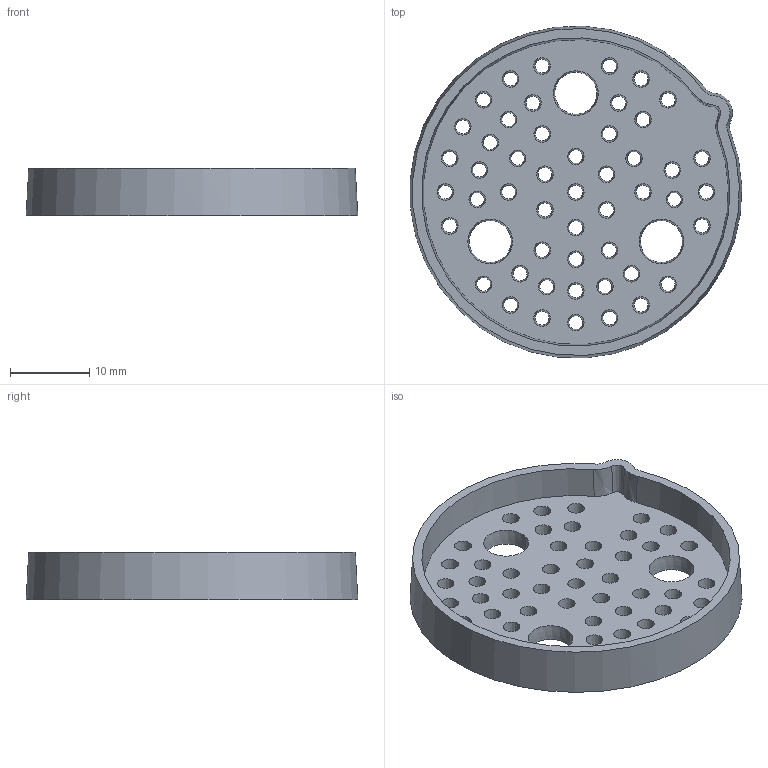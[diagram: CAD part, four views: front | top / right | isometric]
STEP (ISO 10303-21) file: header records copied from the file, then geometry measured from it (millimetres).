
FILE_DESCRIPTION( ( '' ), ' ' );
FILE_NAME( '5a2004fdd332ba1027f09bf8.step', '2017-11-30T13:17:50', ( '' ), ( '' ), ' ', ' ', ' ' );
FILE_SCHEMA( ( 'AUTOMOTIVE_DESIGN { 1 0 10303 214 1 1 1 1 }' ) );
Length unit declared in the file: metre
Products named in the file (1): Watering Nozzle [bottom]
Bounding box: 41.93 x 41.94 x 6 mm (x, y, z)
Volume: 3044.3 mm3; surface area: 4275.8 mm2
Topology: 1 solids, 1 shells, 64 faces, 186 edges, 125 vertices
Faces by surface type: cone 57, bspline 4, plane 3
Entity records: 2839 total; most frequent: CARTESIAN_POINT 568, DIRECTION 350, ORIENTED_EDGE 260, EDGE_LOOP 224, AXIS2_PLACEMENT_3D 175, FACE_BOUND 160, EDGE_CURVE 130, VERTEX_POINT 122
